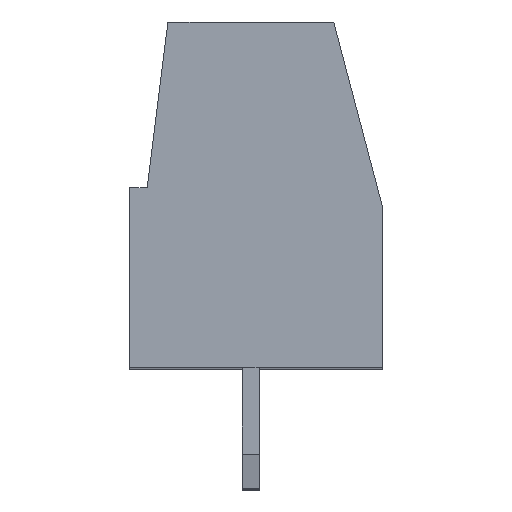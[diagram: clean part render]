
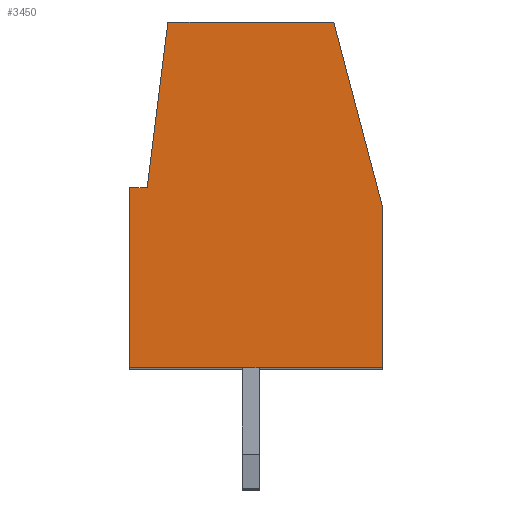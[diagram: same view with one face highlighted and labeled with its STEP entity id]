
A CAD part, top view. The second image highlights one B-rep face of the part: STEP entity #3450.
In plain terms, the highlighted planar face has unit normal (0, 0, 1).
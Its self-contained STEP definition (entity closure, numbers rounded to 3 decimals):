
#13=DIRECTION('',(0.,1.,0.));
#14=VECTOR('',#13,5.2);
#15=CARTESIAN_POINT('',(-3.5,-3.305,23.1));
#16=LINE('',#15,#14);
#17=DIRECTION('',(1.,0.,0.));
#18=VECTOR('',#17,0.5);
#19=CARTESIAN_POINT('',(-3.5,1.895,23.1));
#20=LINE('',#19,#18);
#21=DIRECTION('',(0.124,0.992,0.));
#22=VECTOR('',#21,4.837);
#23=CARTESIAN_POINT('',(-3.,1.895,23.1));
#24=LINE('',#23,#22);
#25=DIRECTION('',(1.,0.,0.));
#26=VECTOR('',#25,4.8);
#27=CARTESIAN_POINT('',(-2.4,6.695,23.1));
#28=LINE('',#27,#26);
#29=DIRECTION('',(0.255,-0.967,0.));
#30=VECTOR('',#29,5.482);
#31=CARTESIAN_POINT('',(2.4,6.695,23.1));
#32=LINE('',#31,#30);
#33=DIRECTION('',(0.,-1.,0.));
#34=VECTOR('',#33,4.7);
#35=CARTESIAN_POINT('',(3.8,1.395,23.1));
#36=LINE('',#35,#34);
#37=DIRECTION('',(-1.,0.,0.));
#38=VECTOR('',#37,7.3);
#39=CARTESIAN_POINT('',(3.8,-3.305,23.1));
#40=LINE('',#39,#38);
#2715=CARTESIAN_POINT('',(-3.5,-3.305,23.1));
#2716=CARTESIAN_POINT('',(-3.5,1.895,23.1));
#2717=VERTEX_POINT('',#2715);
#2718=VERTEX_POINT('',#2716);
#2719=CARTESIAN_POINT('',(3.8,-3.305,23.1));
#2720=VERTEX_POINT('',#2719);
#2721=CARTESIAN_POINT('',(3.8,1.395,23.1));
#2722=VERTEX_POINT('',#2721);
#2723=CARTESIAN_POINT('',(2.4,6.695,23.1));
#2724=VERTEX_POINT('',#2723);
#2725=CARTESIAN_POINT('',(-2.4,6.695,23.1));
#2726=VERTEX_POINT('',#2725);
#2727=CARTESIAN_POINT('',(-3.,1.895,23.1));
#2728=VERTEX_POINT('',#2727);
#3429=CARTESIAN_POINT('',(0.,0.,23.1));
#3430=DIRECTION('',(0.,0.,1.));
#3431=DIRECTION('',(1.,0.,0.));
#3432=AXIS2_PLACEMENT_3D('',#3429,#3430,#3431);
#3433=PLANE('',#3432);
#3435=ORIENTED_EDGE('',*,*,#3434,.T.);
#3437=ORIENTED_EDGE('',*,*,#3436,.T.);
#3439=ORIENTED_EDGE('',*,*,#3438,.T.);
#3441=ORIENTED_EDGE('',*,*,#3440,.T.);
#3443=ORIENTED_EDGE('',*,*,#3442,.T.);
#3445=ORIENTED_EDGE('',*,*,#3444,.T.);
#3447=ORIENTED_EDGE('',*,*,#3446,.T.);
#3448=EDGE_LOOP('',(#3435,#3437,#3439,#3441,#3443,#3445,#3447));
#3449=FACE_OUTER_BOUND('',#3448,.F.);
#3434=EDGE_CURVE('',#2717,#2718,#16,.T.);
#3436=EDGE_CURVE('',#2718,#2728,#20,.T.);
#3438=EDGE_CURVE('',#2728,#2726,#24,.T.);
#3440=EDGE_CURVE('',#2726,#2724,#28,.T.);
#3442=EDGE_CURVE('',#2724,#2722,#32,.T.);
#3444=EDGE_CURVE('',#2722,#2720,#36,.T.);
#3446=EDGE_CURVE('',#2720,#2717,#40,.T.);
#3450=ADVANCED_FACE('',(#3449),#3433,.T.);
